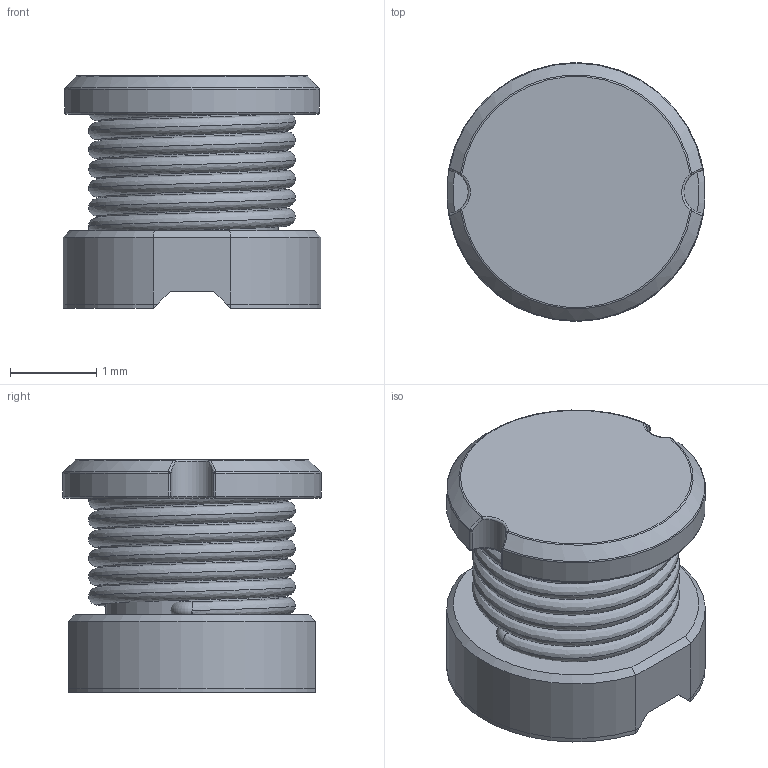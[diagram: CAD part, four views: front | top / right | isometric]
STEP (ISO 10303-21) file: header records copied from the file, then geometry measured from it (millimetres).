
FILE_DESCRIPTION(/* description */ (''),/* implementation_level */ '2;1');
FILE_NAME(/* name */ 'SDR 0302 inductor v2.step',/* time_stamp */ '2017-08-13T17:40:56+01:00',/* author */ (''),/* organization */ (''),/* preprocessor_version */ 'ST-DEVELOPER v16.13',/* originating_system */ 'Autodesk Translation Framework v6.1.1.50',/* authorisation */ '');
FILE_SCHEMA (('AUTOMOTIVE_DESIGN { 1 0 10303 214 3 1 1 }'));
Length unit declared in the file: millimetre
Products named in the file (8): SDR 0302 inductor v2; User Library-SDR0302_BODY_BOT; User Library-SDR0302_BODY_MID; User Library-SDR0302_BODY_TOP; User Library-SDR0302_LEADS; User Library-SDR0302_COIL; User Library-SDR0302_COIL_BASE; User Library-SDR0302_COIL-END
Assembly tree (8 placements, depth 3):
  SDR 0302 inductor v2
    User Library-SDR0302_BODY_BOT
    User Library-SDR0302_BODY_MID
    User Library-SDR0302_BODY_TOP
    User Library-SDR0302_LEADS
    User Library-SDR0302_COIL
      User Library-SDR0302_COIL_BASE
      User Library-SDR0302_COIL-END  x2
Bounding box: 2.99 x 3 x 2.7 mm (x, y, z)
Volume: 15.6 mm3; surface area: 96.7 mm2
Topology: 8 solids, 8 shells, 79 faces, 154 edges, 83 vertices
Faces by surface type: plane 30, cylinder 15, torus 12, sphere 12, bspline 6, cone 4
Full cylindrical faces by diameter (mm): 0.2 x2, 2 x1
Entity records: 8177 total; most frequent: CARTESIAN_POINT 6440, DIRECTION 348, ORIENTED_EDGE 272, AXIS2_PLACEMENT_3D 151, EDGE_CURVE 136, STYLED_ITEM 83, EDGE_LOOP 78, VERTEX_POINT 78
